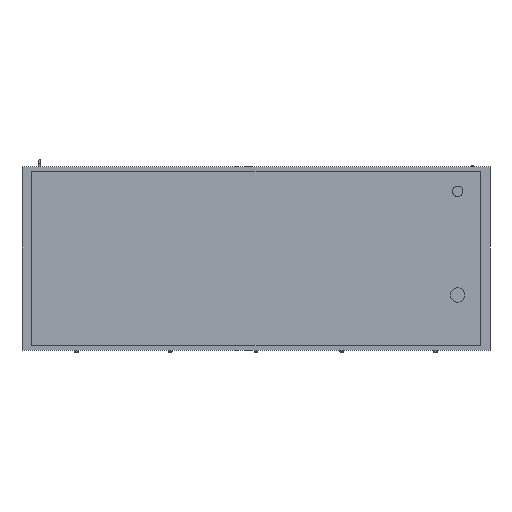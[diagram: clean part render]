
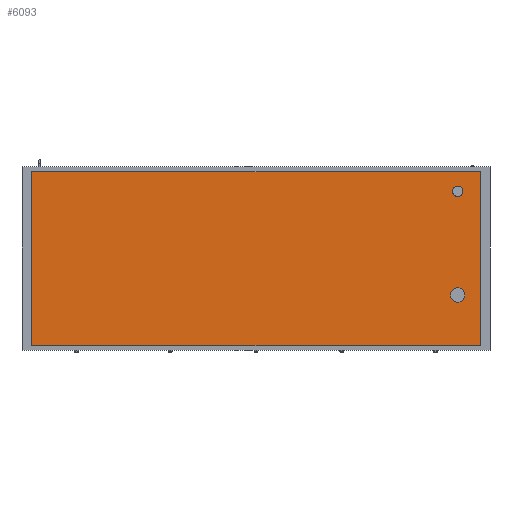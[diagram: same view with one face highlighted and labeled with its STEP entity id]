
A CAD part, front view. The second image highlights one B-rep face of the part: STEP entity #6093.
In plain terms, the highlighted planar face has unit normal (0, -1, 0).
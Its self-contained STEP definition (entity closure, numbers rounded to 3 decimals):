
#361=FACE_OUTER_BOUND('',#762,.T.);
#762=EDGE_LOOP('',(#4085,#4086,#4087,#4088));
#1183=LINE('',#8979,#1899);
#1185=LINE('',#8983,#1901);
#1186=LINE('',#8986,#1902);
#1187=LINE('',#8987,#1903);
#1899=VECTOR('',#7158,10.);
#1901=VECTOR('',#7162,10.);
#1902=VECTOR('',#7165,10.);
#1903=VECTOR('',#7166,10.);
#2605=VERTEX_POINT('',#8975);
#2606=VERTEX_POINT('',#8977);
#2607=VERTEX_POINT('',#8981);
#2608=VERTEX_POINT('',#8985);
#3191=EDGE_CURVE('',#2606,#2605,#1183,.T.);
#3193=EDGE_CURVE('',#2606,#2607,#1185,.T.);
#3194=EDGE_CURVE('',#2608,#2607,#1186,.T.);
#3195=EDGE_CURVE('',#2605,#2608,#1187,.T.);
#4085=ORIENTED_EDGE('',*,*,#3193,.T.);
#4086=ORIENTED_EDGE('',*,*,#3194,.F.);
#4087=ORIENTED_EDGE('',*,*,#3195,.F.);
#4088=ORIENTED_EDGE('',*,*,#3191,.F.);
#5766=PLANE('',#6568);
#6093=ADVANCED_FACE('',(#361),#5766,.T.);
#6568=AXIS2_PLACEMENT_3D('',#8984,#7163,#7164);
#7158=DIRECTION('',(0.,0.,1.));
#7162=DIRECTION('',(1.,0.,0.));
#7163=DIRECTION('center_axis',(0.,-1.,0.));
#7164=DIRECTION('ref_axis',(0.,0.,-1.));
#7165=DIRECTION('',(0.,0.,-1.));
#7166=DIRECTION('',(1.,0.,0.));
#8975=CARTESIAN_POINT('',(-850.,-185.,330.));
#8977=CARTESIAN_POINT('',(-850.,-185.,-330.));
#8979=CARTESIAN_POINT('',(-850.,-185.,330.));
#8981=CARTESIAN_POINT('',(850.,-185.,-330.));
#8983=CARTESIAN_POINT('',(0.,-185.,-330.));
#8984=CARTESIAN_POINT('Origin',(0.,-185.,330.));
#8985=CARTESIAN_POINT('',(850.,-185.,330.));
#8986=CARTESIAN_POINT('',(850.,-185.,330.));
#8987=CARTESIAN_POINT('',(0.,-185.,330.));
